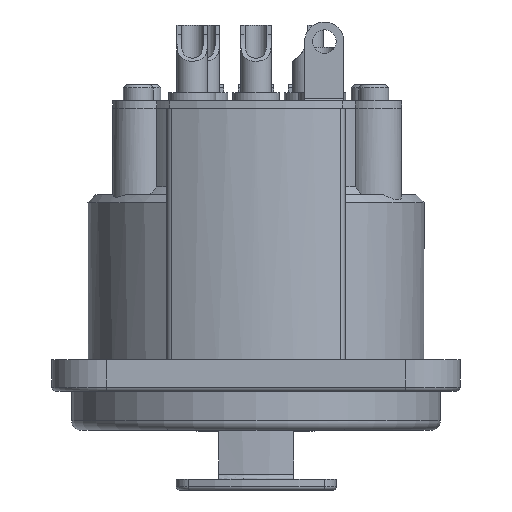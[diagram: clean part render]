
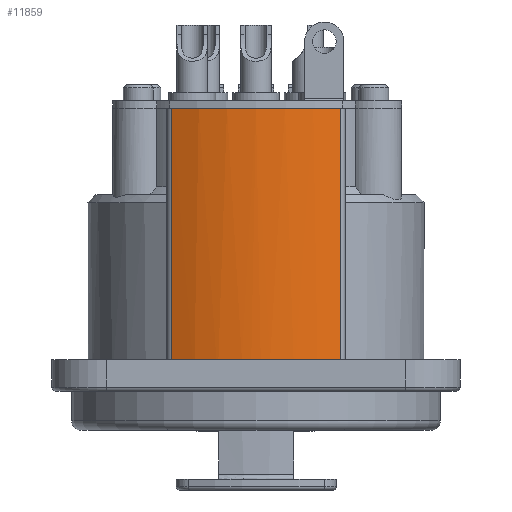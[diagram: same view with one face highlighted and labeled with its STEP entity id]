
A CAD part, left-side view. The second image highlights one B-rep face of the part: STEP entity #11859.
In plain terms, the highlighted cylindrical face has radius 12.181 mm (diameter 24.363 mm), a partial arc.
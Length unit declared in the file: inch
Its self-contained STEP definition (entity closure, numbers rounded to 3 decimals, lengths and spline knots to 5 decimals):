
#99=CYLINDRICAL_SURFACE('',#12491,0.47958);
#429=CIRCLE('',#12468,0.47958);
#447=CIRCLE('',#12492,0.47958);
#448=CIRCLE('',#12493,0.47958);
#449=CIRCLE('',#12494,0.47958);
#881=FACE_OUTER_BOUND('',#1360,.T.);
#1360=EDGE_LOOP('',(#8533,#8534,#8535,#8536,#8537,#8538,#8539,#8540));
#1964=LINE('',#16660,#3064);
#1965=LINE('',#16662,#3065);
#1966=LINE('',#16666,#3066);
#1967=LINE('',#16670,#3067);
#3064=VECTOR('',#13624,0.67717);
#3065=VECTOR('',#13625,0.67717);
#3066=VECTOR('',#13628,0.04724);
#3067=VECTOR('',#13631,0.04724);
#4676=VERTEX_POINT('',#16554);
#4677=VERTEX_POINT('',#16556);
#4716=VERTEX_POINT('',#16659);
#4717=VERTEX_POINT('',#16661);
#4718=VERTEX_POINT('',#16663);
#4719=VERTEX_POINT('',#16665);
#4720=VERTEX_POINT('',#16667);
#4721=VERTEX_POINT('',#16669);
#6359=EDGE_CURVE('',#4677,#4676,#429,.T.);
#6406=EDGE_CURVE('',#4677,#4716,#1964,.T.);
#6407=EDGE_CURVE('',#4717,#4676,#1965,.T.);
#6408=EDGE_CURVE('',#4718,#4717,#447,.T.);
#6409=EDGE_CURVE('',#4719,#4718,#1966,.T.);
#6410=EDGE_CURVE('',#4720,#4719,#448,.T.);
#6411=EDGE_CURVE('',#4721,#4720,#1967,.T.);
#6412=EDGE_CURVE('',#4716,#4721,#449,.T.);
#8533=ORIENTED_EDGE('',*,*,#6406,.F.);
#8534=ORIENTED_EDGE('',*,*,#6359,.T.);
#8535=ORIENTED_EDGE('',*,*,#6407,.F.);
#8536=ORIENTED_EDGE('',*,*,#6408,.F.);
#8537=ORIENTED_EDGE('',*,*,#6409,.F.);
#8538=ORIENTED_EDGE('',*,*,#6410,.F.);
#8539=ORIENTED_EDGE('',*,*,#6411,.F.);
#8540=ORIENTED_EDGE('',*,*,#6412,.F.);
#11859=ADVANCED_FACE('',(#881),#99,.T.);
#12468=AXIS2_PLACEMENT_3D('',#16557,#13551,#13552);
#12491=AXIS2_PLACEMENT_3D('',#16658,#13622,#13623);
#12492=AXIS2_PLACEMENT_3D('',#16664,#13626,#13627);
#12493=AXIS2_PLACEMENT_3D('',#16668,#13629,#13630);
#12494=AXIS2_PLACEMENT_3D('',#16671,#13632,#13633);
#13551=DIRECTION('center_axis',(0.,0.,
-1.));
#13552=DIRECTION('ref_axis',(-0.884,0.468,0.));
#13622=DIRECTION('center_axis',(0.,0.,1.));
#13623=DIRECTION('ref_axis',(-0.884,0.468,0.));
#13624=DIRECTION('',(0.,0.,-1.));
#13625=DIRECTION('',(0.,0.,1.));
#13626=DIRECTION('center_axis',(0.,0.,-1.));
#13627=DIRECTION('ref_axis',(0.884,0.468,0.));
#13628=DIRECTION('',(0.,0.,-1.));
#13629=DIRECTION('center_axis',(0.,0.,-1.));
#13630=DIRECTION('ref_axis',(-0.884,0.468,0.));
#13631=DIRECTION('',(0.,0.,1.));
#13632=DIRECTION('center_axis',(0.,0.,-1.));
#13633=DIRECTION('ref_axis',(0.884,0.468,0.));
#16554=CARTESIAN_POINT('',(-0.43058,0.21119,0.80709));
#16556=CARTESIAN_POINT('',(-0.43058,-0.21119,0.80709));
#16557=CARTESIAN_POINT('Origin',(0.,0.,
0.80709));
#16658=CARTESIAN_POINT('Origin',(0.,0.,
0.17717));
#16659=CARTESIAN_POINT('',(-0.43058,-0.21119,0.12992));
#16660=CARTESIAN_POINT('',(-0.43058,-0.21119,0.17717));
#16661=CARTESIAN_POINT('',(-0.43058,0.21119,0.12992));
#16662=CARTESIAN_POINT('',(-0.43058,0.21119,0.17717));
#16663=CARTESIAN_POINT('',(-0.47827,0.03543,0.12992));
#16664=CARTESIAN_POINT('Origin',(0.,0.,
0.12992));
#16665=CARTESIAN_POINT('',(-0.47827,0.03543,0.17717));
#16666=CARTESIAN_POINT('',(-0.47827,0.03543,0.17717));
#16667=CARTESIAN_POINT('',(-0.47827,-0.03543,0.17717));
#16668=CARTESIAN_POINT('Origin',(0.,0.,
0.17717));
#16669=CARTESIAN_POINT('',(-0.47827,-0.03543,0.12992));
#16670=CARTESIAN_POINT('',(-0.47827,-0.03543,0.17717));
#16671=CARTESIAN_POINT('Origin',(0.,0.,
0.12992));
